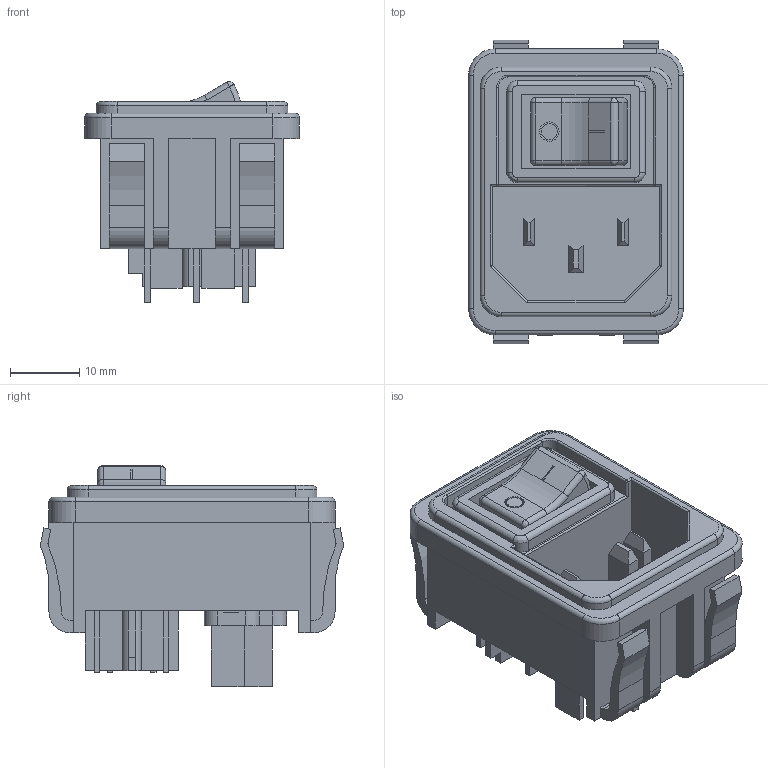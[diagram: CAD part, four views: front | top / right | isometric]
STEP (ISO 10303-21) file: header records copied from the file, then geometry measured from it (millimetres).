
FILE_DESCRIPTION((''),'2;1');
FILE_NAME('C-1-1609112-3','2013-08-16T',('workeradm'),('Tyco Electronics Ltd.'),'PRO/ENGINEER BY PARAMETRIC TECHNOLOGY CORPORATION, 2013050','PRO/ENGINEER BY PARAMETRIC TECHNOLOGY CORPORATION, 2013050','');
FILE_SCHEMA(('AUTOMOTIVE_DESIGN { 1 0 10303 214 1 1 1 1 }'));
Length unit declared in the file: inch
Products named in the file (1): C-1-1609112-3
Bounding box: 30.94 x 43.7 x 31.84 mm (x, y, z)
Volume: 13607.9 mm3; surface area: 9814.7 mm2
Topology: 1 solids, 1 shells, 308 faces, 777 edges, 494 vertices
Faces by surface type: plane 200, cylinder 82, torus 18, sphere 6, bspline 2
Entity records: 9384 total; most frequent: CARTESIAN_POINT 1699, ORIENTED_EDGE 1554, DIRECTION 1549, EDGE_CURVE 777, VECTOR 593, LINE 593, VERTEX_POINT 494, AXIS2_PLACEMENT_3D 478
